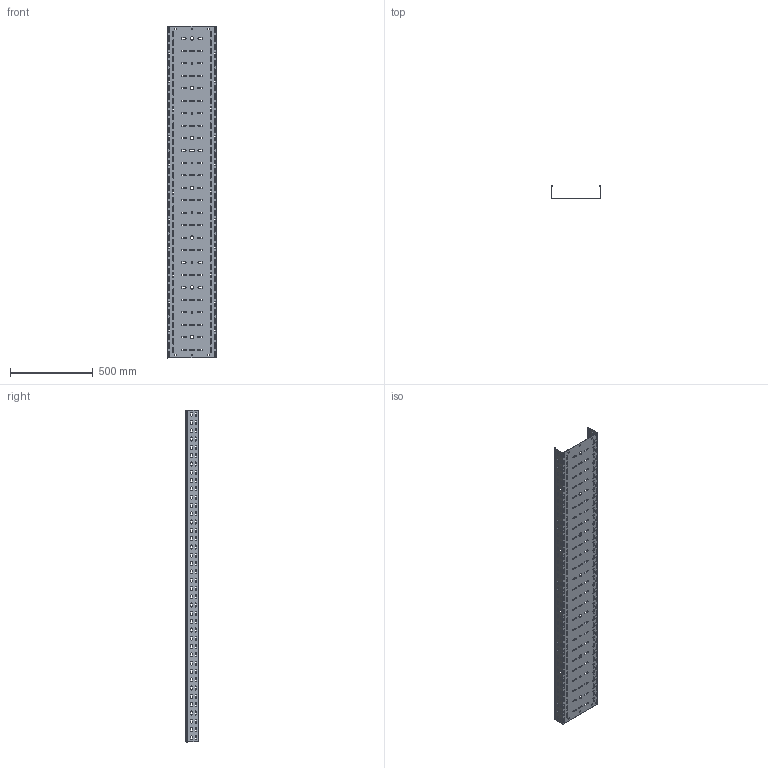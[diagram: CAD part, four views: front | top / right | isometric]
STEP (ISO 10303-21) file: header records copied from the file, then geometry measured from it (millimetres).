
FILE_DESCRIPTION (( 'STEP AP203' ), '1' );
FILE_NAME ('CLP10-080-300-200-2 Ëîòîê ïåðôîðèðîâàííûé ESCA 80õ300õ2000-2,0 IEK.STEP', '2021-10-04T08:11:04', ( '' ), ( '' ), 'SwSTEP 2.0', 'SolidWorks 2017', '' );
FILE_SCHEMA (( 'CONFIG_CONTROL_DESIGN' ));
Products named in the file (1): CLP10-080-300-200-2 Ëîòîê ïåðôîðèðîâàííûé ESCA 80õ300õ2000-2,0 IEK
Bounding box: 300 x 79.97 x 2000 mm (x, y, z)
Volume: 1861455 mm3; surface area: 1781156.9 mm2
Topology: 1 solids, 1 shells, 1960 faces, 5874 edges, 3916 vertices
Faces by surface type: cylinder 1134, plane 826
Entity records: 68591 total; most frequent: DIRECTION 12064, CARTESIAN_POINT 11751, ORIENTED_EDGE 11748, EDGE_CURVE 5874, AXIS2_PLACEMENT_3D 4229, VERTEX_POINT 3916, VECTOR 3606, LINE 3606
